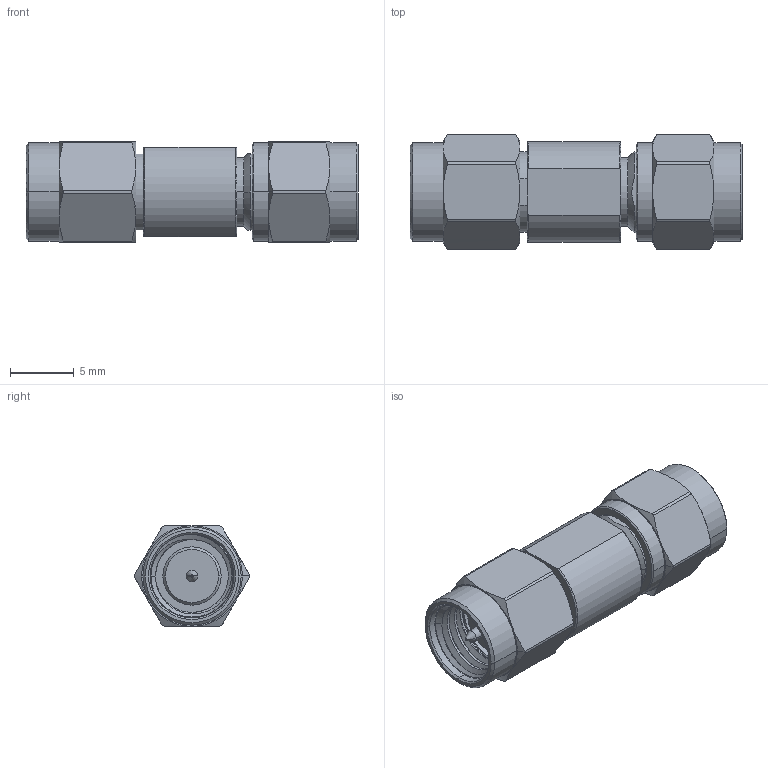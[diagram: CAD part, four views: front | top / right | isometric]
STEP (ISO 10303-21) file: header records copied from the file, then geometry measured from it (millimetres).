
FILE_DESCRIPTION (( 'STEP AP214' ), '1' );
FILE_NAME ('FMAD1630_3D.step', '2023-03-14T21:02:39', ( '' ), ( '' ), 'SwSTEP 2.0', 'SolidWorks 2022', '' );
FILE_SCHEMA (( 'AUTOMOTIVE_DESIGN' ));
Length unit declared in the file: millimetre
Products named in the file (4): 2.4 mm plug^FMAD1630; ADS-185-3-185-3-3^FMAD1630; FMAD1630_3D; 3.5 PLUG^FMAD1630
Assembly tree (3 placements, depth 2):
  FMAD1630_3D
    3.5 PLUG^FMAD1630
    ADS-185-3-185-3-3^FMAD1630
    2.4 mm plug^FMAD1630
Bounding box: 26 x 9 x 7.9 mm (x, y, z)
Volume: 989.8 mm3; surface area: 1562.1 mm2
Topology: 3 solids, 3 shells, 221 faces, 535 edges, 332 vertices
Faces by surface type: cylinder 83, cone 78, plane 45, bspline 9, torus 6
Entity records: 9239 total; most frequent: CARTESIAN_POINT 4104, ORIENTED_EDGE 1070, DIRECTION 1051, EDGE_CURVE 535, AXIS2_PLACEMENT_3D 437, VERTEX_POINT 332, EDGE_LOOP 235, ADVANCED_FACE 221
